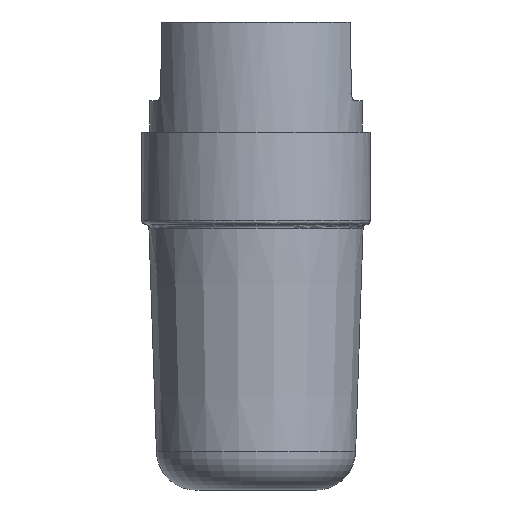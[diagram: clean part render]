
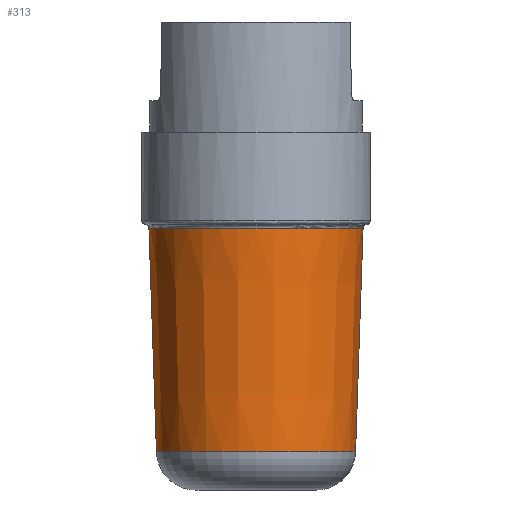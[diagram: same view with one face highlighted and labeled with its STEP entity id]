
A CAD part, front view. The second image highlights one B-rep face of the part: STEP entity #313.
In plain terms, the highlighted conical face has half-angle 1.909 degrees and reference radius 27.25 mm.
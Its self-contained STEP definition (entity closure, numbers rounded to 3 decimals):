
#220=CARTESIAN_POINT('Vertex',(25.322,0.,-57.833)) ;
#223=CARTESIAN_POINT('Axis2P3D Location',(0.,0.,-57.833)) ;
#227=CARTESIAN_POINT('Vertex',(-25.322,0.,-57.833)) ;
#283=CARTESIAN_POINT('Axis2P3D Location',(0.,0.,0.)) ;
#288=CARTESIAN_POINT('Axis2P3D Location',(0.,0.,-0.967)) ;
#292=CARTESIAN_POINT('Vertex',(-27.218,0.,-0.967)) ;
#294=CARTESIAN_POINT('Vertex',(27.218,0.,-0.967)) ;
#297=CARTESIAN_POINT('Line Origine',(-26.125,0.,-33.75)) ;
#302=CARTESIAN_POINT('Line Origine',(26.125,0.,-33.75)) ;
#224=DIRECTION('Axis2P3D Direction',(0.,0.,-1.)) ;
#284=DIRECTION('Axis2P3D Direction',(0.,0.,1.)) ;
#285=DIRECTION('Axis2P3D XDirection',(1.,0.,0.)) ;
#289=DIRECTION('Axis2P3D Direction',(0.,0.,-1.)) ;
#298=DIRECTION('Vector Direction',(-0.033,0.,0.999)) ;
#303=DIRECTION('Vector Direction',(0.033,0.,0.999)) ;
#225=AXIS2_PLACEMENT_3D('Circle Axis2P3D',#223,#224,$) ;
#286=AXIS2_PLACEMENT_3D('Cone Axis2P3D',#283,#284,#285) ;
#290=AXIS2_PLACEMENT_3D('Circle Axis2P3D',#288,#289,$) ;
#308=ORIENTED_EDGE('',*,*,#296,.F.) ;
#309=ORIENTED_EDGE('',*,*,#301,.T.) ;
#310=ORIENTED_EDGE('',*,*,#229,.F.) ;
#311=ORIENTED_EDGE('',*,*,#306,.F.) ;
#299=VECTOR('Line Direction',#298,1.) ;
#304=VECTOR('Line Direction',#303,1.) ;
#313=ADVANCED_FACE('PartBody',(#312),#287,.T.) ;
#226=CIRCLE('generated circle',#225,25.322) ;
#291=CIRCLE('generated circle',#290,27.218) ;
#287=CONICAL_SURFACE('Cone',#286,27.25,0.033) ;
#229=EDGE_CURVE('',#221,#228,#226,.T.) ;
#296=EDGE_CURVE('',#293,#295,#291,.F.) ;
#301=EDGE_CURVE('',#293,#228,#300,.F.) ;
#306=EDGE_CURVE('',#295,#221,#305,.F.) ;
#307=EDGE_LOOP('',(#308,#309,#310,#311)) ;
#312=FACE_OUTER_BOUND('',#307,.T.) ;
#300=LINE('Line',#297,#299) ;
#305=LINE('Line',#302,#304) ;
#221=VERTEX_POINT('',#220) ;
#228=VERTEX_POINT('',#227) ;
#293=VERTEX_POINT('',#292) ;
#295=VERTEX_POINT('',#294) ;
